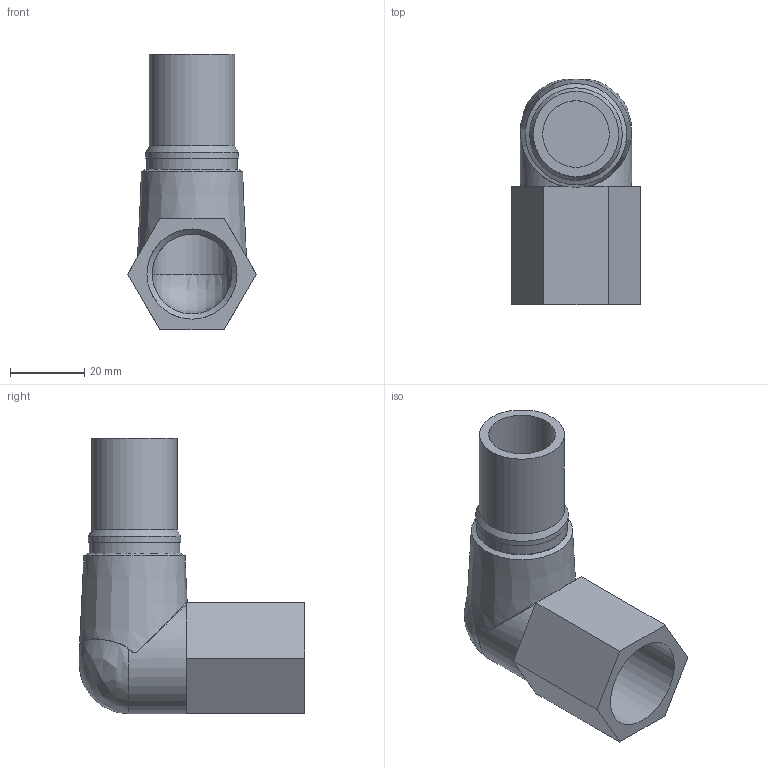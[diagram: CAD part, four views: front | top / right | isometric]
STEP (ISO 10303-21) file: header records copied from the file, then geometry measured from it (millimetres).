
FILE_DESCRIPTION( ( 'Unknown' ), '1' );
FILE_NAME( 'F7R3-4DN18.stp', 'Unknown', ( 'Unknown' ), ( 'Unknown' ), 'PSStep 14.0', 'Unknown', ' ' );
FILE_SCHEMA( ( 'AUTOMOTIVE_DESIGN { 1 0 10303 214 1 1 1 1 }' ) );
Length unit declared in the file: millimetre
Products named in the file (1): 1
Bounding box: 34.64 x 60.91 x 74.3 mm (x, y, z)
Volume: 30693.7 mm3; surface area: 17098.8 mm2
Topology: 1 solids, 1 shells, 37 faces, 85 edges, 52 vertices
Faces by surface type: plane 19, cylinder 9, cone 4, bspline 4, sphere 1
Full cylindrical faces by diameter (mm): 18 x1, 21.5 x2, 23 x1, 24.333 x2, 24.5 x1, 25 x1
Entity records: 3710 total; most frequent: CARTESIAN_POINT 2679, DIRECTION 150, ORIENTED_EDGE 126, AXIS2_PLACEMENT_3D 63, EDGE_CURVE 63, EDGE_LOOP 54, VERTEX_POINT 46, FACE_OUTER_BOUND 45
